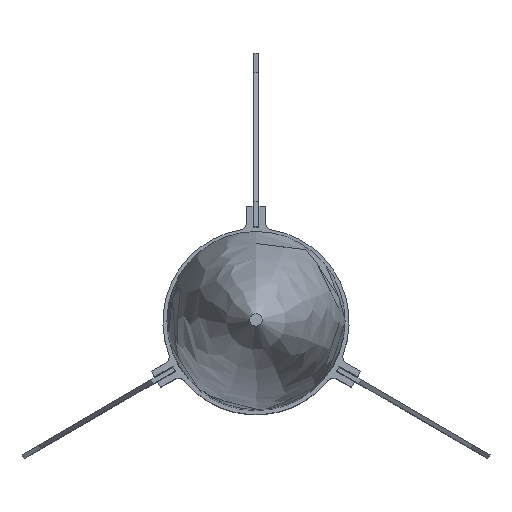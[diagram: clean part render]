
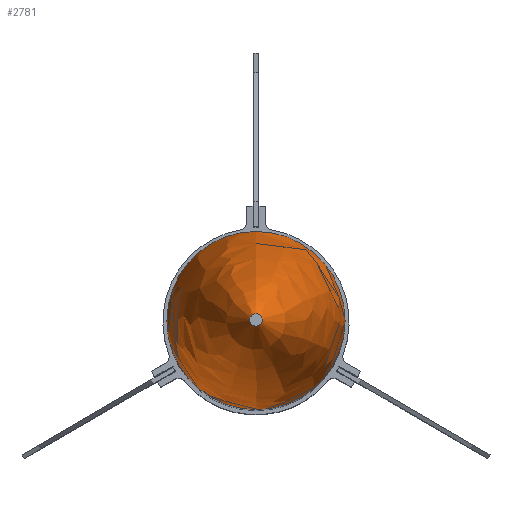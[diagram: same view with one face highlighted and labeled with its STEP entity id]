
A CAD part, top view. The second image highlights one B-rep face of the part: STEP entity #2781.
In plain terms, the highlighted free-form (B-spline) face has degree [3, 2] with [4, 9] control points.
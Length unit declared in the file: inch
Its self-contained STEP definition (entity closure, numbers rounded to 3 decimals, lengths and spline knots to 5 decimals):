
#23=(
BOUNDED_CURVE()
B_SPLINE_CURVE(3,(#4824,#4825,#4826,#4827),.UNSPECIFIED.,.F.,.F.)
B_SPLINE_CURVE_WITH_KNOTS((4,4),(0.03964,1.),.UNSPECIFIED.)
CURVE()
GEOMETRIC_REPRESENTATION_ITEM()
RATIONAL_B_SPLINE_CURVE((1.,1.,1.,1.))
REPRESENTATION_ITEM('')
);
#32=B_SPLINE_CURVE_WITH_KNOTS('',3,(#4748,#4749,#4750,#4751,#4752,#4753,
#4754,#4755,#4756,#4757,#4758,#4759,#4760,#4761,#4762,#4763,#4764,#4765,
#4766,#4767,#4768,#4769,#4770,#4771,#4772,#4773,#4774,#4775,#4776,#4777,
#4778,#4779,#4780,#4781,#4782,#4783,#4784,#4785,#4786),.UNSPECIFIED.,.T.,
 .F.,(4,2,2,2,2,2,2,2,2,2,2,2,2,2,2,3,2,2,4),(-1.22302,-1.17643,
-1.0924,-1.00837,-0.92434,-0.84031,
-0.75628,-0.67225,-0.58822,-0.50418,
-0.42015,-0.33612,-0.25209,-0.16806,
-0.08403,0.,0.04758,0.09516,0.1326),
 .UNSPECIFIED.);
#34=(
BOUNDED_SURFACE()
B_SPLINE_SURFACE(3,2,((#4787,#4788,#4789,#4790,#4791,#4792,#4793,#4794,
#4795),(#4796,#4797,#4798,#4799,#4800,#4801,#4802,#4803,#4804),(#4805,#4806,
#4807,#4808,#4809,#4810,#4811,#4812,#4813),(#4814,#4815,#4816,#4817,#4818,
#4819,#4820,#4821,#4822)),.UNSPECIFIED.,.F.,.T.,.F.)
B_SPLINE_SURFACE_WITH_KNOTS((4,4),(3,2,2,2,3),(-1.,0.),(0.,1.5708,
3.14159,4.71239,6.28319),.UNSPECIFIED.)
GEOMETRIC_REPRESENTATION_ITEM()
RATIONAL_B_SPLINE_SURFACE(((1.,0.707,1.,0.707,1.,
0.707,1.,0.707,1.),(1.,0.707,1.,0.707,
1.,0.707,1.,0.707,1.),(1.,0.707,1.,
0.707,1.,0.707,1.,0.707,1.),(1.,0.707,
1.,0.707,1.,0.707,1.,0.707,1.)))
REPRESENTATION_ITEM('')
SURFACE()
);
#821=FACE_OUTER_BOUND('',#1020,.T.);
#1020=EDGE_LOOP('',(#2533,#2534,#2535,#2536));
#1144=CIRCLE('',#3104,1.2);
#1396=VERTEX_POINT('',#4747);
#1397=VERTEX_POINT('',#4823);
#1775=EDGE_CURVE('',#1396,#1396,#32,.T.);
#1776=EDGE_CURVE('',#1396,#1397,#23,.T.);
#1777=EDGE_CURVE('',#1397,#1397,#1144,.T.);
#2533=ORIENTED_EDGE('',*,*,#1775,.T.);
#2534=ORIENTED_EDGE('',*,*,#1776,.T.);
#2535=ORIENTED_EDGE('',*,*,#1777,.F.);
#2536=ORIENTED_EDGE('',*,*,#1776,.F.);
#2781=ADVANCED_FACE('',(#821),#34,.T.);
#3104=AXIS2_PLACEMENT_3D('',#4828,#3913,#3914);
#3913=DIRECTION('center_axis',(0.,0.,-1.));
#3914=DIRECTION('ref_axis',(1.,0.,0.));
#4747=CARTESIAN_POINT('',(0.,0.08469,13.84));
#4748=CARTESIAN_POINT('Ctrl Pts',(0.,0.08469,
13.84));
#4749=CARTESIAN_POINT('Ctrl Pts',(0.00609,0.08469,
13.84));
#4750=CARTESIAN_POINT('Ctrl Pts',(0.01217,0.08403,
13.84));
#4751=CARTESIAN_POINT('Ctrl Pts',(0.02891,0.08036,
13.84));
#4752=CARTESIAN_POINT('Ctrl Pts',(0.03912,0.07592,
13.84));
#4753=CARTESIAN_POINT('Ctrl Pts',(0.05725,0.06337,
13.84));
#4754=CARTESIAN_POINT('Ctrl Pts',(0.06501,0.05538,
13.84));
#4755=CARTESIAN_POINT('Ctrl Pts',(0.07703,0.03689,
13.84));
#4756=CARTESIAN_POINT('Ctrl Pts',(0.08117,0.02656,
13.84));
#4757=CARTESIAN_POINT('Ctrl Pts',(0.08526,0.00488,
13.84));
#4758=CARTESIAN_POINT('Ctrl Pts',(0.08517,-0.00625,
13.84));
#4759=CARTESIAN_POINT('Ctrl Pts',(0.08073,-0.02785,
13.84));
#4760=CARTESIAN_POINT('Ctrl Pts',(0.07642,-0.03812,
13.84));
#4761=CARTESIAN_POINT('Ctrl Pts',(0.06411,-0.05642,
13.84));
#4762=CARTESIAN_POINT('Ctrl Pts',(0.05623,-0.06428,
13.84));
#4763=CARTESIAN_POINT('Ctrl Pts',(0.0379,-0.07654,
13.84));
#4764=CARTESIAN_POINT('Ctrl Pts',(0.02762,-0.08081,
13.84));
#4765=CARTESIAN_POINT('Ctrl Pts',(0.006,-0.08519,
13.84));
#4766=CARTESIAN_POINT('Ctrl Pts',(-0.00513,-0.08525,
13.84));
#4767=CARTESIAN_POINT('Ctrl Pts',(-0.02679,-0.08109,
13.84));
#4768=CARTESIAN_POINT('Ctrl Pts',(-0.03711,-0.07692,
13.84));
#4769=CARTESIAN_POINT('Ctrl Pts',(-0.05557,-0.06485,
13.84));
#4770=CARTESIAN_POINT('Ctrl Pts',(-0.06354,-0.05707,
13.84));
#4771=CARTESIAN_POINT('Ctrl Pts',(-0.07603,-0.0389,
13.84));
#4772=CARTESIAN_POINT('Ctrl Pts',(-0.08044,-0.02868,
13.84));
#4773=CARTESIAN_POINT('Ctrl Pts',(-0.08511,-0.00712,
13.84));
#4774=CARTESIAN_POINT('Ctrl Pts',(-0.08531,0.00401,
13.84));
#4775=CARTESIAN_POINT('Ctrl Pts',(-0.08144,0.02572,
13.84));
#4776=CARTESIAN_POINT('Ctrl Pts',(-0.0774,0.0361,
13.84));
#4777=CARTESIAN_POINT('Ctrl Pts',(-0.06557,0.05472,
13.84));
#4778=CARTESIAN_POINT('Ctrl Pts',(-0.0579,0.06278,
13.84));
#4779=CARTESIAN_POINT('Ctrl Pts',(-0.04889,0.06915,
13.84));
#4780=CARTESIAN_POINT('Ctrl Pts',(-0.0438,0.07275,
13.84));
#4781=CARTESIAN_POINT('Ctrl Pts',(-0.03832,0.07578,
13.84));
#4782=CARTESIAN_POINT('Ctrl Pts',(-0.02679,0.08058,
13.84));
#4783=CARTESIAN_POINT('Ctrl Pts',(-0.02078,0.08234,
13.84));
#4784=CARTESIAN_POINT('Ctrl Pts',(-0.00979,0.08426,
13.84));
#4785=CARTESIAN_POINT('Ctrl Pts',(-0.00489,0.08469,
13.84));
#4786=CARTESIAN_POINT('Ctrl Pts',(0.,0.08469,
13.84));
#4787=CARTESIAN_POINT('Ctrl Pts',(0.,1.2,9.4));
#4788=CARTESIAN_POINT('Ctrl Pts',(1.2,1.2,9.4));
#4789=CARTESIAN_POINT('Ctrl Pts',(1.2,0.,9.4));
#4790=CARTESIAN_POINT('Ctrl Pts',(1.2,-1.2,9.4));
#4791=CARTESIAN_POINT('Ctrl Pts',(0.,-1.2,9.4));
#4792=CARTESIAN_POINT('Ctrl Pts',(-1.2,-1.2,9.4));
#4793=CARTESIAN_POINT('Ctrl Pts',(-1.2,0.,9.4));
#4794=CARTESIAN_POINT('Ctrl Pts',(-1.2,1.2,9.4));
#4795=CARTESIAN_POINT('Ctrl Pts',(0.,1.2,9.4));
#4796=CARTESIAN_POINT('Ctrl Pts',(0.,1.2,10.52607));
#4797=CARTESIAN_POINT('Ctrl Pts',(1.2,1.2,10.52607));
#4798=CARTESIAN_POINT('Ctrl Pts',(1.2,0.,10.52607));
#4799=CARTESIAN_POINT('Ctrl Pts',(1.2,-1.2,10.52607));
#4800=CARTESIAN_POINT('Ctrl Pts',(0.,-1.2,10.52607));
#4801=CARTESIAN_POINT('Ctrl Pts',(-1.2,-1.2,10.52607));
#4802=CARTESIAN_POINT('Ctrl Pts',(-1.2,0.,10.52607));
#4803=CARTESIAN_POINT('Ctrl Pts',(-1.2,1.2,10.52607));
#4804=CARTESIAN_POINT('Ctrl Pts',(0.,1.2,10.52607));
#4805=CARTESIAN_POINT('Ctrl Pts',(0.,0.72198,13.49473));
#4806=CARTESIAN_POINT('Ctrl Pts',(0.72198,0.72198,13.49473));
#4807=CARTESIAN_POINT('Ctrl Pts',(0.72198,0.,13.49473));
#4808=CARTESIAN_POINT('Ctrl Pts',(0.72198,-0.72198,
13.49473));
#4809=CARTESIAN_POINT('Ctrl Pts',(0.,-0.72198,13.49473));
#4810=CARTESIAN_POINT('Ctrl Pts',(-0.72198,-0.72198,
13.49473));
#4811=CARTESIAN_POINT('Ctrl Pts',(-0.72198,0.,13.49473));
#4812=CARTESIAN_POINT('Ctrl Pts',(-0.72198,0.72198,
13.49473));
#4813=CARTESIAN_POINT('Ctrl Pts',(0.,0.72198,13.49473));
#4814=CARTESIAN_POINT('Ctrl Pts',(0.,0.,13.9));
#4815=CARTESIAN_POINT('Ctrl Pts',(0.,0.,13.9));
#4816=CARTESIAN_POINT('Ctrl Pts',(0.,0.,13.9));
#4817=CARTESIAN_POINT('Ctrl Pts',(0.,0.,13.9));
#4818=CARTESIAN_POINT('Ctrl Pts',(0.,0.,13.9));
#4819=CARTESIAN_POINT('Ctrl Pts',(0.,0.,13.9));
#4820=CARTESIAN_POINT('Ctrl Pts',(0.,0.,13.9));
#4821=CARTESIAN_POINT('Ctrl Pts',(0.,0.,13.9));
#4822=CARTESIAN_POINT('Ctrl Pts',(0.,0.,13.9));
#4823=CARTESIAN_POINT('',(0.,1.2,9.4));
#4824=CARTESIAN_POINT('Ctrl Pts',(0.,0.08469,13.84));
#4825=CARTESIAN_POINT('Ctrl Pts',(0.,0.75912,13.26228));
#4826=CARTESIAN_POINT('Ctrl Pts',(0.,1.2,10.48143));
#4827=CARTESIAN_POINT('Ctrl Pts',(0.,1.2,9.4));
#4828=CARTESIAN_POINT('Origin',(0.,0.,9.4));
